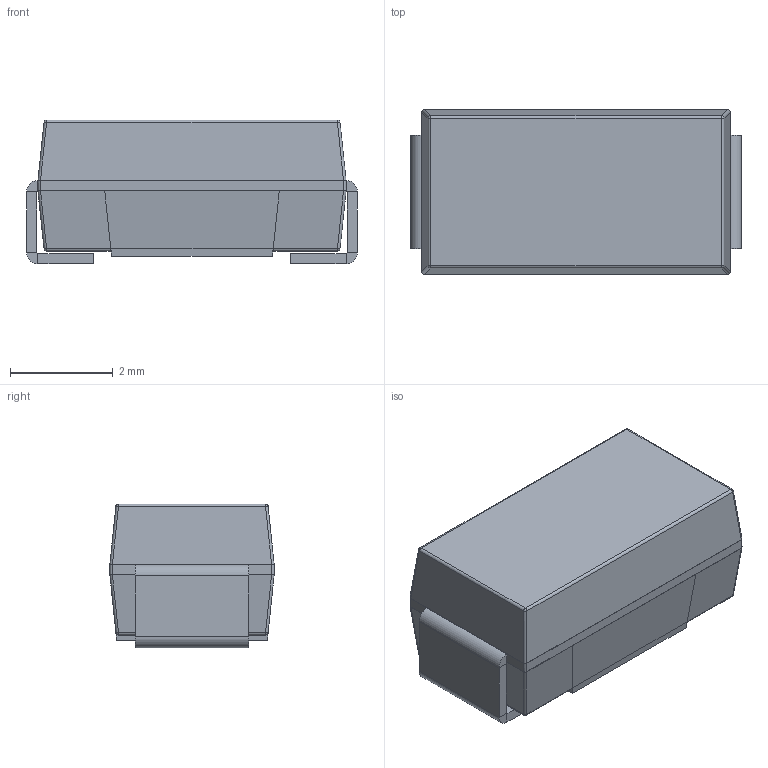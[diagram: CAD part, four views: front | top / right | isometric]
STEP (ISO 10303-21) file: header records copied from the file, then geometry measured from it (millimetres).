
FILE_DESCRIPTION(('Open CASCADE Model'),'2;1');
FILE_NAME('Open CASCADE Shape Model','2022-11-14T00:11:44',('Author'),( 'Open CASCADE'),'Open CASCADE STEP processor 7.5','Open CASCADE 7.5' ,'Unknown');
FILE_SCHEMA(('AUTOMOTIVE_DESIGN { 1 0 10303 214 1 1 1 1 }'));
Length unit declared in the file: millimetre
Products named in the file (4): CAPMP6032X28N.step; Body; Open CASCADE STEP translator 7.5 117.1.1; Lead
Assembly tree (4 placements, depth 3):
  CAPMP6032X28N.step
    Body
      Open CASCADE STEP translator 7.5 117.1.1
    Lead  x2
Bounding box: 6.44 x 3.2 x 2.8 mm (x, y, z)
Volume: 50.5 mm3; surface area: 117.9 mm2
Topology: 3 solids, 3 shells, 122 faces, 252 edges, 128 vertices
Faces by surface type: plane 68, cylinder 38, bspline 8, sphere 8
Entity records: 6782 total; most frequent: CARTESIAN_POINT 2695, DIRECTION 736, LINE 450, VECTOR 450, ORIENTED_EDGE 400, PCURVE 400, DEFINITIONAL_REPRESENTATION 400, EDGE_CURVE 200
